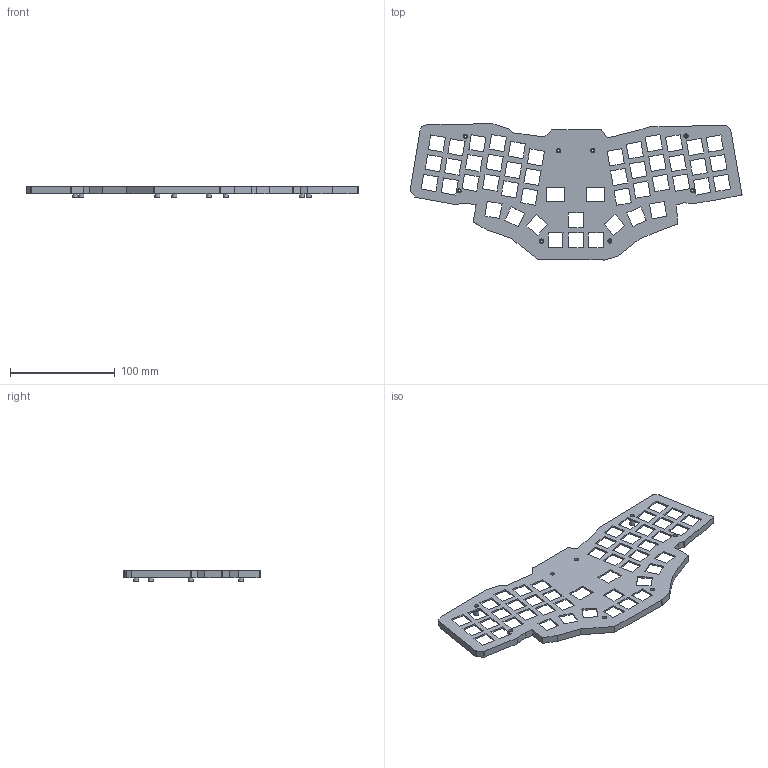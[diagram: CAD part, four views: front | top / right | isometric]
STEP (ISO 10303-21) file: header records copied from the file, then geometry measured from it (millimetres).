
FILE_DESCRIPTION(/* description */ ('Designed by EasyEDA Pro'),/* implementation_level */ '2;1');
FILE_NAME(/* name */ 'TOP.step',/* time_stamp */ '2025-10-23T09:13:26+05:30',/* author */ (''),/* organization */ (''),/* preprocessor_version */ 'ST-DEVELOPER v20.1',/* originating_system */ 'Autodesk Translation Framework v14.17.0.0',/* authorisation */ '');
FILE_SCHEMA (('AUTOMOTIVE_DESIGN { 1 0 10303 214 3 1 1 }'));
Length unit declared in the file: millimetre
Products named in the file (1): Open CASCADE STEP translator 7.8 1
Bounding box: 316.33 x 130.02 x 10 mm (x, y, z)
Volume: 37184.5 mm3; surface area: 55274.9 mm2
Topology: 1 solids, 1 shells, 760 faces, 2205 edges, 1470 vertices
Faces by surface type: plane 728, cylinder 32
Full cylindrical faces by diameter (mm): 2.2 x8, 4 x8, 4.74 x8, 6.54 x6
Entity records: 24837 total; most frequent: CARTESIAN_POINT 4436, ORIENTED_EDGE 4410, DIRECTION 3791, EDGE_CURVE 2205, LINE 2141, VECTOR 2141, VERTEX_POINT 1470, EDGE_LOOP 895
